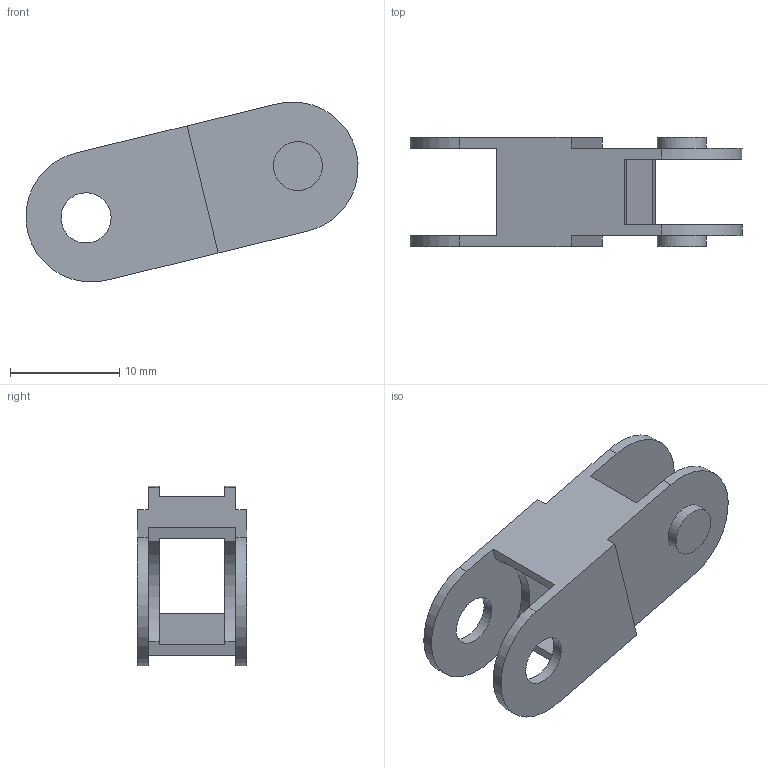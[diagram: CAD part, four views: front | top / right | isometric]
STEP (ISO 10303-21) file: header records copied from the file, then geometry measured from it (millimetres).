
FILE_DESCRIPTION(/* description */ (''),/* implementation_level */ '2;1');
FILE_NAME(/* name */ '0.26m 05-06-038-0_1.ipt.step',/* time_stamp */ '2017-01-05T11:47:48-08:00',/* author */ ('PhillipD'),/* organization */ (''),/* preprocessor_version */ 'ST-DEVELOPER v16.5',/* originating_system */ 'Autodesk Inventor 2017',/* authorisation */ '');
FILE_SCHEMA (('AUTOMOTIVE_DESIGN { 1 0 10303 214 3 1 1 }'));
Length unit declared in the file: millimetre
Products named in the file (1): 0.26m 05-06-038-0_1
Bounding box: 30.43 x 10 x 16.49 mm (x, y, z)
Volume: 963.8 mm3; surface area: 1849.1 mm2
Topology: 1 solids, 1 shells, 30 faces, 84 edges, 56 vertices
Faces by surface type: plane 20, cylinder 10
Full cylindrical faces by diameter (mm): 4.5 x2, 4.6 x2
Entity records: 997 total; most frequent: CARTESIAN_POINT 167, DIRECTION 162, ORIENTED_EDGE 160, EDGE_CURVE 80, LINE 60, VECTOR 60, VERTEX_POINT 56, AXIS2_PLACEMENT_3D 51
